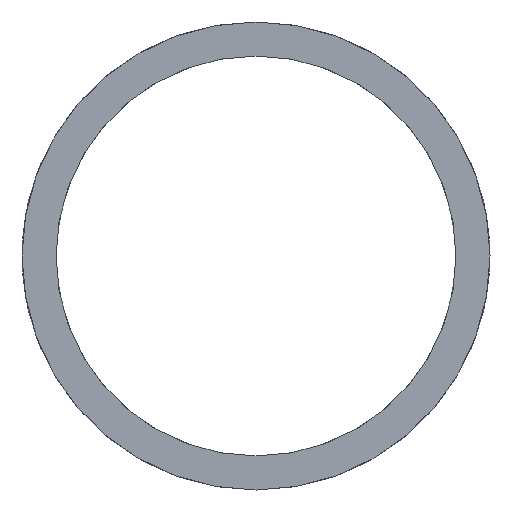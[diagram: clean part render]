
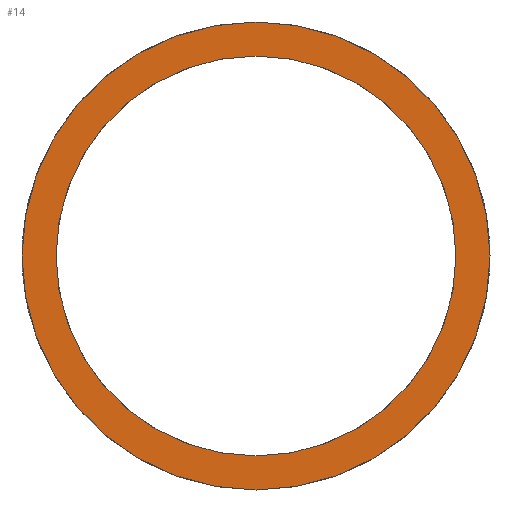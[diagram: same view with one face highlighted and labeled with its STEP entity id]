
A CAD part, front view. The second image highlights one B-rep face of the part: STEP entity #14.
In plain terms, the highlighted planar face has unit normal (0, -1, 0).
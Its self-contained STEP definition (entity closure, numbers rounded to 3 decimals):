
#14 = ADVANCED_FACE ( 'NONE', ( #414, #249 ), #177, .F. ) ;
#28 = ORIENTED_EDGE ( 'NONE', *, *, #176, .T. ) ;
#32 = CIRCLE ( 'NONE', #92, 13.75 ) ;
#34 = DIRECTION ( 'NONE',  ( 0., 1., 0. ) ) ;
#36 = DIRECTION ( 'NONE',  ( 0., 0., 1. ) ) ;
#40 = DIRECTION ( 'NONE',  ( 0., 1., 0. ) ) ;
#41 = CARTESIAN_POINT ( 'NONE',  ( 0., -4.464, 0. ) ) ;
#48 = CARTESIAN_POINT ( 'NONE',  ( 0., -4.464, -13.75 ) ) ;
#80 = CIRCLE ( 'NONE', #403, 11.75 ) ;
#86 = AXIS2_PLACEMENT_3D ( 'NONE', #264, #491, #410 ) ;
#90 = CARTESIAN_POINT ( 'NONE',  ( 0., -4.464, 0. ) ) ;
#92 = AXIS2_PLACEMENT_3D ( 'NONE', #41, #324, #322 ) ;
#97 = ORIENTED_EDGE ( 'NONE', *, *, #204, .T. ) ;
#127 = DIRECTION ( 'NONE',  ( 0., 1., 0. ) ) ;
#176 = EDGE_CURVE ( 'NONE', #284, #354, #186, .T. ) ;
#177 = PLANE ( 'NONE',  #86 ) ;
#186 = CIRCLE ( 'NONE', #328, 11.75 ) ;
#200 = ORIENTED_EDGE ( 'NONE', *, *, #490, .F. ) ;
#204 = EDGE_CURVE ( 'NONE', #354, #284, #80, .T. ) ;
#215 = VERTEX_POINT ( 'NONE', #353 ) ;
#228 = ORIENTED_EDGE ( 'NONE', *, *, #270, .F. ) ;
#249 = FACE_BOUND ( 'NONE', #493, .T. ) ;
#264 = CARTESIAN_POINT ( 'NONE',  ( 11.75, -4.464, 0. ) ) ;
#270 = EDGE_CURVE ( 'NONE', #215, #430, #32, .T. ) ;
#278 = CARTESIAN_POINT ( 'NONE',  ( 0., -4.464, -11.75 ) ) ;
#281 = CARTESIAN_POINT ( 'NONE',  ( 0., -4.464, 0. ) ) ;
#284 = VERTEX_POINT ( 'NONE', #393 ) ;
#294 = AXIS2_PLACEMENT_3D ( 'NONE', #90, #127, #441 ) ;
#313 = CIRCLE ( 'NONE', #294, 13.75 ) ;
#317 = DIRECTION ( 'NONE',  ( 0., 0., 1. ) ) ;
#322 = DIRECTION ( 'NONE',  ( 0., 0., 1. ) ) ;
#324 = DIRECTION ( 'NONE',  ( 0., 1., 0. ) ) ;
#328 = AXIS2_PLACEMENT_3D ( 'NONE', #281, #40, #317 ) ;
#353 = CARTESIAN_POINT ( 'NONE',  ( 0., -4.464, 13.75 ) ) ;
#354 = VERTEX_POINT ( 'NONE', #278 ) ;
#393 = CARTESIAN_POINT ( 'NONE',  ( 0., -4.464, 11.75 ) ) ;
#403 = AXIS2_PLACEMENT_3D ( 'NONE', #422, #34, #36 ) ;
#410 = DIRECTION ( 'NONE',  ( 0., 0., 1. ) ) ;
#414 = FACE_OUTER_BOUND ( 'NONE', #418, .T. ) ;
#418 = EDGE_LOOP ( 'NONE', ( #228, #200 ) ) ;
#422 = CARTESIAN_POINT ( 'NONE',  ( 0., -4.464, 0. ) ) ;
#430 = VERTEX_POINT ( 'NONE', #48 ) ;
#441 = DIRECTION ( 'NONE',  ( 0., 0., 1. ) ) ;
#490 = EDGE_CURVE ( 'NONE', #430, #215, #313, .T. ) ;
#491 = DIRECTION ( 'NONE',  ( 0., 1., 0. ) ) ;
#493 = EDGE_LOOP ( 'NONE', ( #28, #97 ) ) ;
